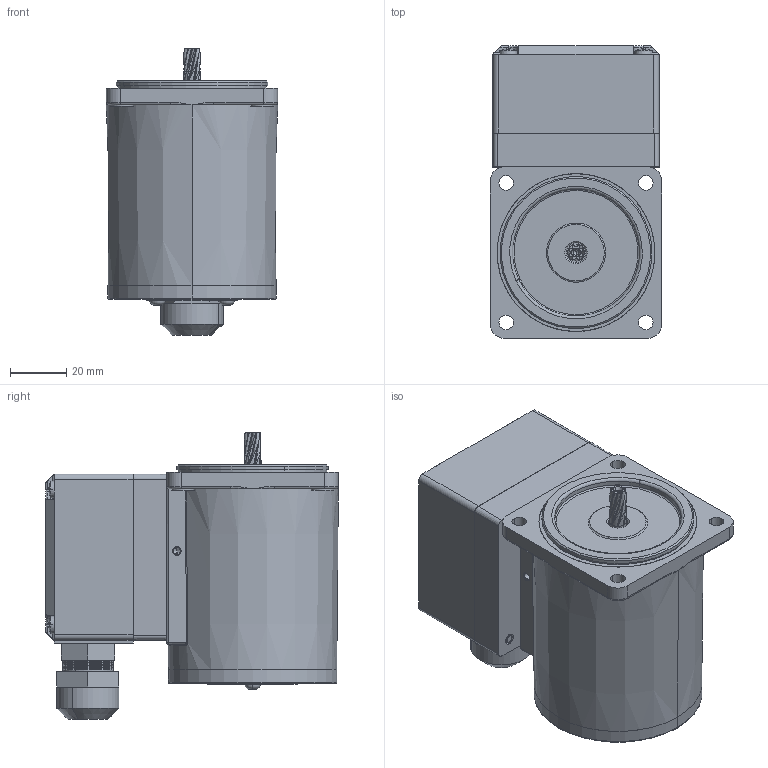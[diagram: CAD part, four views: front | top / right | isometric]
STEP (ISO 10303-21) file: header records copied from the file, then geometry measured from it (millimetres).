
FILE_DESCRIPTION (( 'STEP AP203' ), '1' );
FILE_NAME ('2RK6GN-¡¼Ts-5C111¡¼4000Z0.STEP', '2017-12-29T06:14:12', ( '' ), ( '' ), 'SwSTEP 2.0', 'SolidWorks 2010', '' );
FILE_SCHEMA (( 'CONFIG_CONTROL_DESIGN' ));
Length unit declared in the file: millimetre
Products named in the file (12): 彈簧壓板M2φ32x1t_Default; 丸頭十字螺絲M3x6_B18.6.7M - M3 x 0.5 x 8 Type I Cross Recessed PHMS --8C; C254_Default; 06GN_0成品; 出線頭 Ver.2; 圓頭十字螺絲 M3 x 40 --40N_JIS B 1111 Binding head screw M3 x 40 --40N; 2RK6GN-〖Ts-5C111〖4000Z0; M206Ts-RK_2.成品; 成品180度; Ts下蓋; Ts下墊片; Ts上蓋
Assembly tree (15 placements, depth 3):
  2RK6GN-〖Ts-5C111〖4000Z0
    06GN_0成品
    成品180度
      圓頭十字螺絲 M3 x 40 --40N_JIS B 1111 Binding head screw M3 x 40 --40N  x4
      Ts上蓋
      Ts下墊片
      Ts下蓋
      出線頭 Ver.2
    丸頭十字螺絲M3x6_B18.6.7M - M3 x 0.5 x 8 Type I Cross Recessed PHMS --8C  x2
    C254_Default
    M206Ts-RK_2.成品
    彈簧壓板M2φ32x1t_Default
Bounding box: 60.8 x 103.8 x 101.75 mm (x, y, z)
Volume: 218415.5 mm3; surface area: 79166.7 mm2
Topology: 14 solids, 14 shells, 2605 faces, 6794 edges, 4236 vertices
Faces by surface type: cone 1356, cylinder 864, plane 239, bspline 86, torus 46, sphere 14
Entity records: 37650 total; most frequent: CARTESIAN_POINT 10067, DIRECTION 5886, ORIENTED_EDGE 5384, EDGE_CURVE 2692, AXIS2_PLACEMENT_3D 2440, VERTEX_POINT 1683, CIRCLE 1443, EDGE_LOOP 1155
